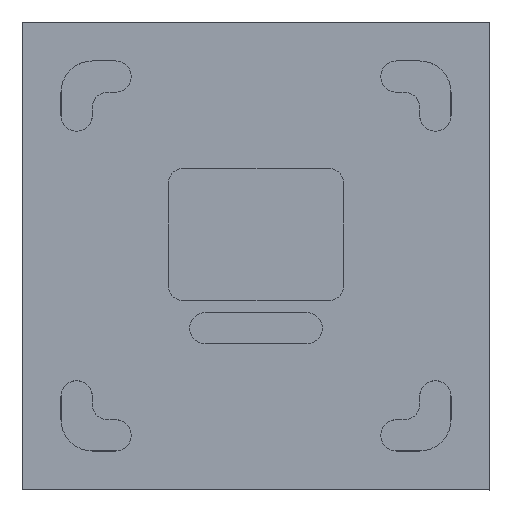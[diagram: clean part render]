
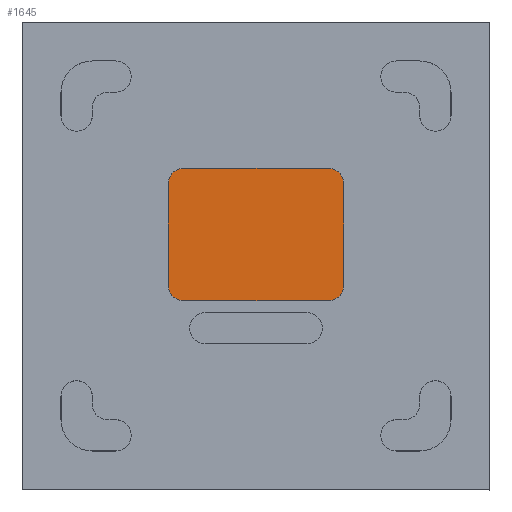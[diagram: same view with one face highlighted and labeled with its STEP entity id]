
A CAD part, top view. The second image highlights one B-rep face of the part: STEP entity #1645.
In plain terms, the highlighted planar face has unit normal (0, 0, 1).
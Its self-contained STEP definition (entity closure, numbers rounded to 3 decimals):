
#1214 = VERTEX_POINT('',#1215);
#1215 = CARTESIAN_POINT('',(-22.5,18.5,-15.2));
#1220 = EDGE_CURVE('',#1214,#1221,#1223,.T.);
#1221 = VERTEX_POINT('',#1222);
#1222 = CARTESIAN_POINT('',(-22.5,-7.5,-15.2));
#1223 = LINE('',#1224,#1225);
#1224 = CARTESIAN_POINT('',(-22.5,18.5,-15.2));
#1225 = VECTOR('',#1226,1.);
#1226 = DIRECTION('',(0.,-1.,0.));
#1243 = EDGE_CURVE('',#1221,#1244,#1246,.T.);
#1244 = VERTEX_POINT('',#1245);
#1245 = CARTESIAN_POINT('',(-18.5,-11.5,-15.2));
#1246 = CIRCLE('',#1247,4.);
#1247 = AXIS2_PLACEMENT_3D('',#1248,#1249,#1250);
#1248 = CARTESIAN_POINT('',(-18.5,-7.5,-15.2));
#1249 = DIRECTION('',(0.,0.,1.));
#1250 = DIRECTION('',(1.,0.,0.));
#1267 = VERTEX_POINT('',#1268);
#1268 = CARTESIAN_POINT('',(-18.5,22.5,-15.2));
#1273 = EDGE_CURVE('',#1267,#1214,#1274,.T.);
#1274 = CIRCLE('',#1275,4.);
#1275 = AXIS2_PLACEMENT_3D('',#1276,#1277,#1278);
#1276 = CARTESIAN_POINT('',(-18.5,18.5,-15.2));
#1277 = DIRECTION('',(0.,0.,1.));
#1278 = DIRECTION('',(1.,0.,0.));
#1291 = EDGE_CURVE('',#1244,#1292,#1294,.T.);
#1292 = VERTEX_POINT('',#1293);
#1293 = CARTESIAN_POINT('',(18.5,-11.5,-15.2));
#1294 = LINE('',#1295,#1296);
#1295 = CARTESIAN_POINT('',(-18.5,-11.5,-15.2));
#1296 = VECTOR('',#1297,1.);
#1297 = DIRECTION('',(1.,0.,0.));
#1313 = EDGE_CURVE('',#1267,#1314,#1316,.T.);
#1314 = VERTEX_POINT('',#1315);
#1315 = CARTESIAN_POINT('',(18.5,22.5,-15.2));
#1316 = LINE('',#1317,#1318);
#1317 = CARTESIAN_POINT('',(-18.5,22.5,-15.2));
#1318 = VECTOR('',#1319,1.);
#1319 = DIRECTION('',(1.,0.,0.));
#1337 = EDGE_CURVE('',#1292,#1338,#1340,.T.);
#1338 = VERTEX_POINT('',#1339);
#1339 = CARTESIAN_POINT('',(22.5,-7.5,-15.2));
#1340 = CIRCLE('',#1341,4.);
#1341 = AXIS2_PLACEMENT_3D('',#1342,#1343,#1344);
#1342 = CARTESIAN_POINT('',(18.5,-7.5,-15.2));
#1343 = DIRECTION('',(0.,0.,1.));
#1344 = DIRECTION('',(1.,0.,0.));
#1361 = VERTEX_POINT('',#1362);
#1362 = CARTESIAN_POINT('',(22.5,18.5,-15.2));
#1367 = EDGE_CURVE('',#1361,#1314,#1368,.T.);
#1368 = CIRCLE('',#1369,4.);
#1369 = AXIS2_PLACEMENT_3D('',#1370,#1371,#1372);
#1370 = CARTESIAN_POINT('',(18.5,18.5,-15.2));
#1371 = DIRECTION('',(0.,0.,1.));
#1372 = DIRECTION('',(1.,0.,0.));
#1385 = EDGE_CURVE('',#1338,#1361,#1386,.T.);
#1386 = LINE('',#1387,#1388);
#1387 = CARTESIAN_POINT('',(22.5,-7.5,-15.2));
#1388 = VECTOR('',#1389,1.);
#1389 = DIRECTION('',(0.,1.,0.));
#1645 = ADVANCED_FACE('',(#1646),#1656,.T.);
#1646 = FACE_BOUND('',#1647,.T.);
#1647 = EDGE_LOOP('',(#1648,#1649,#1650,#1651,#1652,#1653,#1654,#1655));
#1648 = ORIENTED_EDGE('',*,*,#1273,.T.);
#1649 = ORIENTED_EDGE('',*,*,#1220,.T.);
#1650 = ORIENTED_EDGE('',*,*,#1243,.T.);
#1651 = ORIENTED_EDGE('',*,*,#1291,.T.);
#1652 = ORIENTED_EDGE('',*,*,#1337,.T.);
#1653 = ORIENTED_EDGE('',*,*,#1385,.T.);
#1654 = ORIENTED_EDGE('',*,*,#1367,.T.);
#1655 = ORIENTED_EDGE('',*,*,#1313,.F.);
#1656 = PLANE('',#1657);
#1657 = AXIS2_PLACEMENT_3D('',#1658,#1659,#1660);
#1658 = CARTESIAN_POINT('',(-18.5,18.5,-15.2));
#1659 = DIRECTION('',(0.,0.,1.));
#1660 = DIRECTION('',(1.,0.,0.));
